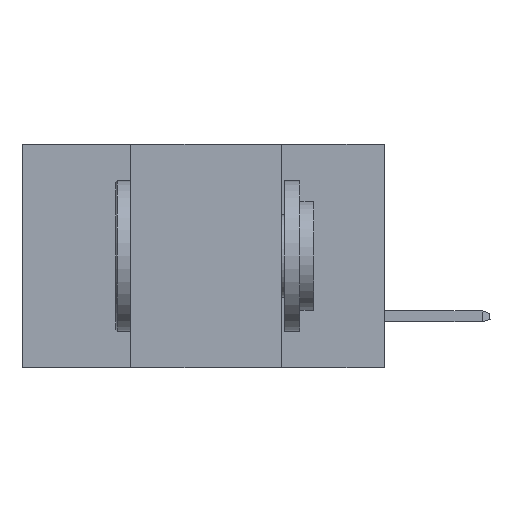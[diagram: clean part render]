
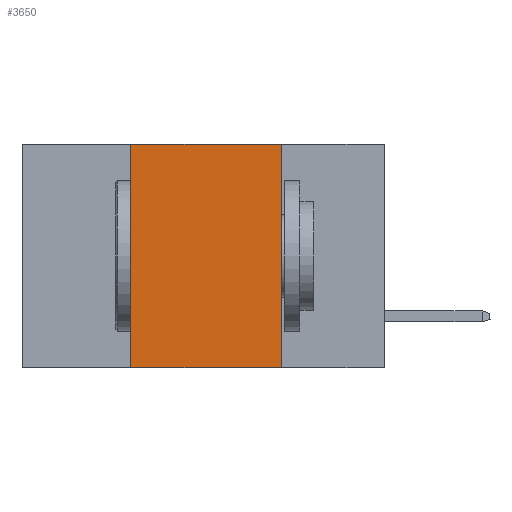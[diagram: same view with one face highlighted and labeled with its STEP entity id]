
A CAD part, left-side view. The second image highlights one B-rep face of the part: STEP entity #3650.
In plain terms, the highlighted planar face has unit normal (-1, 0, 0).
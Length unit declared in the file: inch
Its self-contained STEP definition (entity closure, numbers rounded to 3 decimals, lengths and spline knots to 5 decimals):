
#81 = ORIENTED_EDGE ( 'NONE', *, *, #9923, .F. ) ;
#336 = LINE ( 'NONE', #6378, #9326 ) ;
#920 = DIRECTION ( 'NONE',  ( 0., -1., 0. ) ) ;
#1411 = VERTEX_POINT ( 'NONE', #2850 ) ;
#1422 = VERTEX_POINT ( 'NONE', #1897 ) ;
#1897 = CARTESIAN_POINT ( 'NONE',  ( 0., 0.42, 0. ) ) ;
#2291 = EDGE_CURVE ( 'NONE', #9924, #1411, #336, .T. ) ;
#2406 = ORIENTED_EDGE ( 'NONE', *, *, #12934, .T. ) ;
#2562 = VECTOR ( 'NONE', #10255, 39.37008 ) ;
#2850 = CARTESIAN_POINT ( 'NONE',  ( 0., 0.17, -0.37 ) ) ;
#3102 = PLANE ( 'NONE',  #9361 ) ;
#3140 = CARTESIAN_POINT ( 'NONE',  ( 0., 0.6, 0. ) ) ;
#3421 = CARTESIAN_POINT ( 'NONE',  ( 0., 0.6, 0. ) ) ;
#3650 = ADVANCED_FACE ( 'NONE', ( #9435 ), #3102, .F. ) ;
#3709 = CARTESIAN_POINT ( 'NONE',  ( 0., 0.6, -0.37 ) ) ;
#3786 = ORIENTED_EDGE ( 'NONE', *, *, #9787, .F. ) ;
#4105 = DIRECTION ( 'NONE',  ( 0., 0., -1. ) ) ;
#4136 = LINE ( 'NONE', #5377, #2562 ) ;
#5156 = CARTESIAN_POINT ( 'NONE',  ( 0., 0.42, -0.37 ) ) ;
#5377 = CARTESIAN_POINT ( 'NONE',  ( 0., 0.42, 0. ) ) ;
#5440 = CARTESIAN_POINT ( 'NONE',  ( 0., 0.17, 0. ) ) ;
#6058 = VERTEX_POINT ( 'NONE', #5156 ) ;
#6378 = CARTESIAN_POINT ( 'NONE',  ( 0., 0.17, 0. ) ) ;
#8040 = EDGE_LOOP ( 'NONE', ( #12545, #81, #3786, #2406 ) ) ;
#9326 = VECTOR ( 'NONE', #12478, 39.37008 ) ;
#9361 = AXIS2_PLACEMENT_3D ( 'NONE', #3140, #10123, #4105 ) ;
#9435 = FACE_OUTER_BOUND ( 'NONE', #8040, .T. ) ;
#9787 = EDGE_CURVE ( 'NONE', #6058, #1422, #4136, .T. ) ;
#9923 = EDGE_CURVE ( 'NONE', #1422, #9924, #11677, .T. ) ;
#9924 = VERTEX_POINT ( 'NONE', #5440 ) ;
#10123 = DIRECTION ( 'NONE',  ( 1., 0., 0. ) ) ;
#10255 = DIRECTION ( 'NONE',  ( 0., 0., 1. ) ) ;
#10453 = DIRECTION ( 'NONE',  ( 0., -1., 0. ) ) ;
#11677 = LINE ( 'NONE', #3421, #12148 ) ;
#11693 = VECTOR ( 'NONE', #920, 39.37008 ) ;
#12148 = VECTOR ( 'NONE', #10453, 39.37008 ) ;
#12478 = DIRECTION ( 'NONE',  ( 0., 0., -1. ) ) ;
#12545 = ORIENTED_EDGE ( 'NONE', *, *, #2291, .F. ) ;
#12934 = EDGE_CURVE ( 'NONE', #6058, #1411, #12964, .T. ) ;
#12964 = LINE ( 'NONE', #3709, #11693 ) ;
